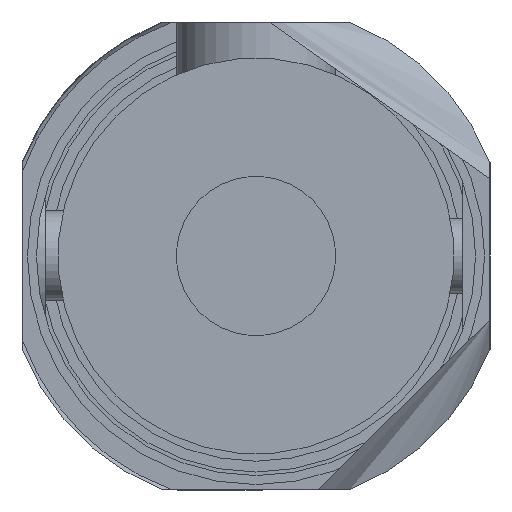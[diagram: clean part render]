
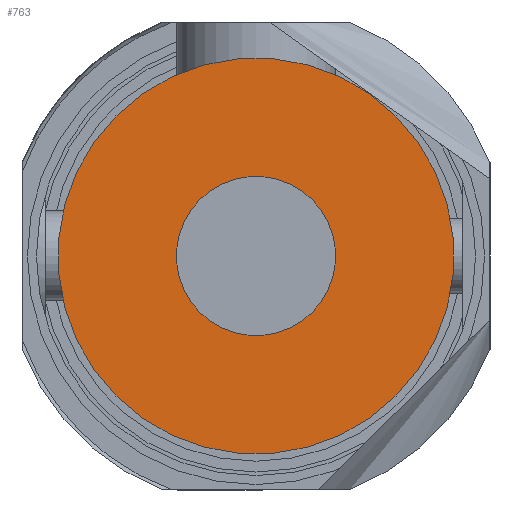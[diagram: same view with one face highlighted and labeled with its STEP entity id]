
A CAD part, left-side view. The second image highlights one B-rep face of the part: STEP entity #763.
In plain terms, the highlighted planar face has unit normal (-1, 0, 0).
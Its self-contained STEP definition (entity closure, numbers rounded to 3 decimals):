
#42=FACE_BOUND('',#162,.T.);
#58=PLANE('',#865);
#103=FACE_OUTER_BOUND('',#161,.T.);
#161=EDGE_LOOP('',(#585));
#162=EDGE_LOOP('',(#586));
#283=CIRCLE('',#858,11.);
#288=CIRCLE('',#864,4.424);
#339=VERTEX_POINT('',#1313);
#347=VERTEX_POINT('',#1340);
#422=EDGE_CURVE('',#339,#339,#283,.T.);
#432=EDGE_CURVE('',#347,#347,#288,.T.);
#585=ORIENTED_EDGE('',*,*,#422,.T.);
#586=ORIENTED_EDGE('',*,*,#432,.T.);
#763=ADVANCED_FACE('',(#103,#42),#58,.T.);
#858=AXIS2_PLACEMENT_3D('',#1315,#1030,#1031);
#864=AXIS2_PLACEMENT_3D('',#1342,#1043,#1044);
#865=AXIS2_PLACEMENT_3D('',#1343,#1045,#1046);
#1030=DIRECTION('center_axis',(-1.,0.,0.));
#1031=DIRECTION('ref_axis',(0.,0.707,0.707));
#1043=DIRECTION('center_axis',(1.,0.,0.));
#1044=DIRECTION('ref_axis',(0.,0.707,0.707));
#1045=DIRECTION('center_axis',(-1.,0.,0.));
#1046=DIRECTION('ref_axis',(0.,0.707,0.707));
#1313=CARTESIAN_POINT('',(-47.9,7.778,7.778));
#1315=CARTESIAN_POINT('Origin',(-47.9,0.,0.));
#1340=CARTESIAN_POINT('',(-47.9,-3.128,-3.128));
#1342=CARTESIAN_POINT('Origin',(-47.9,0.,0.));
#1343=CARTESIAN_POINT('Origin',(-47.9,1.662,1.662));
